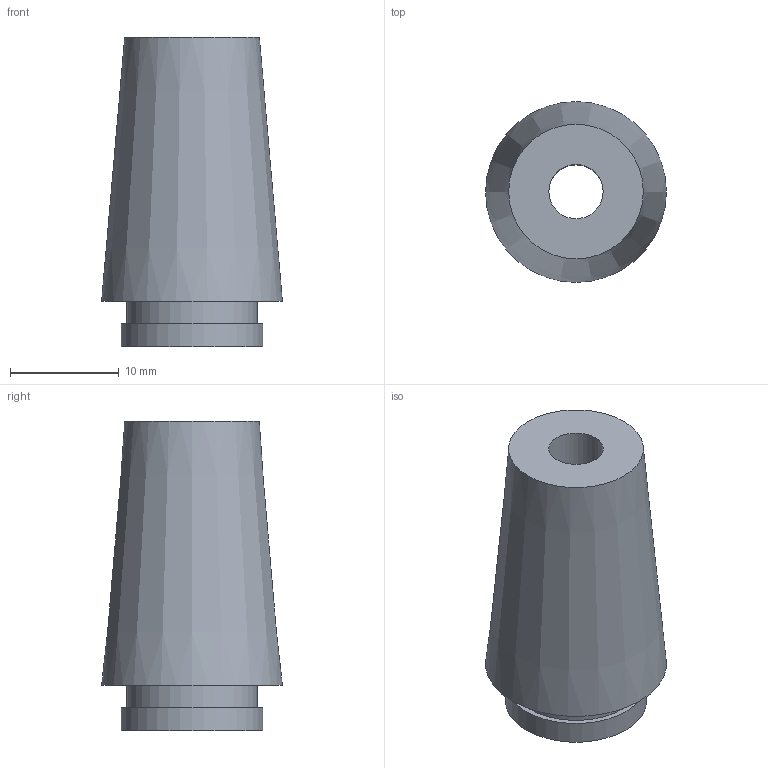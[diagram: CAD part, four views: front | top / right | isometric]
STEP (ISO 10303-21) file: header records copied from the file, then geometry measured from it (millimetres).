
FILE_DESCRIPTION(/* description */ (''),/* implementation_level */ '2;1');
FILE_NAME(/* name */ '58721605.stp',/* time_stamp */ '2012-09-28T09:14:11+06:00',/* author */ (''),/* organization */ (''),/* preprocessor_version */ 'ST-DEVELOPER v11',/* originating_system */ 'SIEMENS PLM Software NX 7.5',/* authorisation */ '');
FILE_SCHEMA (('AUTOMOTIVE_DESIGN { 1 0 10303 214 1 1 1 1 }'));
Length unit declared in the file: millimetre
Products named in the file (1): inpu7B771g8l
Bounding box: 16.65 x 16.65 x 28.5 mm (x, y, z)
Volume: 4011.4 mm3; surface area: 2064.1 mm2
Topology: 1 solids, 1 shells, 8 faces, 12 edges, 8 vertices
Faces by surface type: plane 4, cylinder 3, cone 1
Full cylindrical faces by diameter (mm): 5 x1, 12 x1, 13 x1
Entity records: 192 total; most frequent: DIRECTION 34, CARTESIAN_POINT 25, AXIS2_PLACEMENT_3D 17, FACE_BOUND 16, EDGE_LOOP 16, ORIENTED_EDGE 16, ADVANCED_FACE 8, VERTEX_POINT 8
